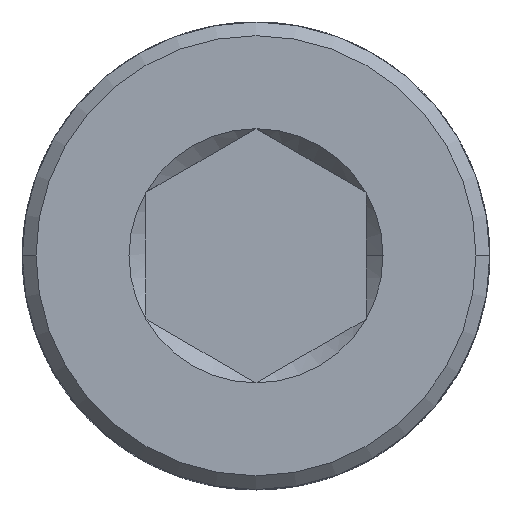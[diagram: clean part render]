
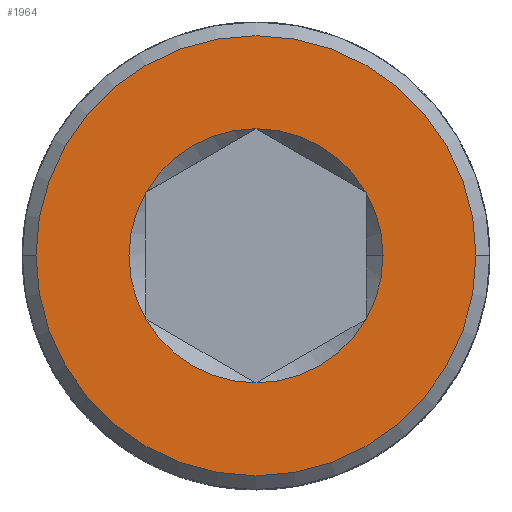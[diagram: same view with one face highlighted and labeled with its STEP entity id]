
A CAD part, top view. The second image highlights one B-rep face of the part: STEP entity #1964.
In plain terms, the highlighted planar face has unit normal (0, 0, 1).
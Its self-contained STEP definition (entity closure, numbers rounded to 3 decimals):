
#36 = DIRECTION ( 'NONE',  ( 0., 0., -1. ) ) ;
#131 = CIRCLE ( 'NONE', #2628, 2.309 ) ;
#154 = DIRECTION ( 'NONE',  ( -1., 0., 0. ) ) ;
#615 = VERTEX_POINT ( 'NONE', #8828 ) ;
#705 = EDGE_LOOP ( 'NONE', ( #2527, #10025, #5186, #10201, #727, #8045, #1761 ) ) ;
#727 = ORIENTED_EDGE ( 'NONE', *, *, #6491, .F. ) ;
#965 = DIRECTION ( 'NONE',  ( 1., 0., 0. ) ) ;
#1208 = VERTEX_POINT ( 'NONE', #10514 ) ;
#1287 = DIRECTION ( 'NONE',  ( 0., 0., 1. ) ) ;
#1400 = DIRECTION ( 'NONE',  ( 1., 0., 0. ) ) ;
#1632 = DIRECTION ( 'NONE',  ( 0., 0., 1. ) ) ;
#1761 = ORIENTED_EDGE ( 'NONE', *, *, #6209, .F. ) ;
#1857 = ORIENTED_EDGE ( 'NONE', *, *, #3448, .F. ) ;
#1930 = CIRCLE ( 'NONE', #8086, 2.309 ) ;
#1964 = ADVANCED_FACE ( 'NONE', ( #4438, #8858 ), #9508, .T. ) ;
#2445 = CIRCLE ( 'NONE', #2516, 2.309 ) ;
#2516 = AXIS2_PLACEMENT_3D ( 'NONE', #4159, #7718, #10312 ) ;
#2524 = DIRECTION ( 'NONE',  ( -1., 0., 0. ) ) ;
#2527 = ORIENTED_EDGE ( 'NONE', *, *, #10238, .F. ) ;
#2542 = EDGE_CURVE ( 'NONE', #5818, #10617, #1930, .T. ) ;
#2628 = AXIS2_PLACEMENT_3D ( 'NONE', #5454, #6250, #965 ) ;
#2694 = AXIS2_PLACEMENT_3D ( 'NONE', #2760, #36, #154 ) ;
#2760 = CARTESIAN_POINT ( 'NONE',  ( 0., 0., 12.5 ) ) ;
#2967 = CARTESIAN_POINT ( 'NONE',  ( 2., -1.155, 12.5 ) ) ;
#3218 = CARTESIAN_POINT ( 'NONE',  ( 0., 2.309, 12.5 ) ) ;
#3295 = DIRECTION ( 'NONE',  ( 0., 0., 1. ) ) ;
#3387 = CIRCLE ( 'NONE', #9282, 2.309 ) ;
#3448 = EDGE_CURVE ( 'NONE', #9118, #6322, #6762, .T. ) ;
#4005 = VERTEX_POINT ( 'NONE', #3218 ) ;
#4017 = CARTESIAN_POINT ( 'NONE',  ( -2., -1.155, 12.5 ) ) ;
#4159 = CARTESIAN_POINT ( 'NONE',  ( 0., 0., 12.5 ) ) ;
#4216 = DIRECTION ( 'NONE',  ( 1., 0., 0. ) ) ;
#4234 = CARTESIAN_POINT ( 'NONE',  ( 0., 0., 12.5 ) ) ;
#4438 = FACE_BOUND ( 'NONE', #705, .T. ) ;
#4526 = EDGE_CURVE ( 'NONE', #8181, #5818, #2445, .T. ) ;
#4560 = DIRECTION ( 'NONE',  ( 0., 0., 1. ) ) ;
#4850 = AXIS2_PLACEMENT_3D ( 'NONE', #5407, #4560, #5528 ) ;
#4881 = AXIS2_PLACEMENT_3D ( 'NONE', #5077, #5954, #2524 ) ;
#5072 = DIRECTION ( 'NONE',  ( 1., 0., 0. ) ) ;
#5077 = CARTESIAN_POINT ( 'NONE',  ( 0., 0., 12.5 ) ) ;
#5186 = ORIENTED_EDGE ( 'NONE', *, *, #4526, .F. ) ;
#5382 = EDGE_LOOP ( 'NONE', ( #1857, #10112 ) ) ;
#5407 = CARTESIAN_POINT ( 'NONE',  ( 0., 0., 12.5 ) ) ;
#5454 = CARTESIAN_POINT ( 'NONE',  ( 0., 0., 12.5 ) ) ;
#5477 = CARTESIAN_POINT ( 'NONE',  ( -4., 0., 12.5 ) ) ;
#5528 = DIRECTION ( 'NONE',  ( 1., 0., 0. ) ) ;
#5818 = VERTEX_POINT ( 'NONE', #11034 ) ;
#5954 = DIRECTION ( 'NONE',  ( 0., 0., -1. ) ) ;
#6053 = CIRCLE ( 'NONE', #8929, 2.309 ) ;
#6165 = AXIS2_PLACEMENT_3D ( 'NONE', #11183, #10410, #4216 ) ;
#6209 = EDGE_CURVE ( 'NONE', #4005, #1208, #131, .T. ) ;
#6250 = DIRECTION ( 'NONE',  ( 0., 0., 1. ) ) ;
#6266 = CIRCLE ( 'NONE', #4850, 2.309 ) ;
#6322 = VERTEX_POINT ( 'NONE', #10908 ) ;
#6491 = EDGE_CURVE ( 'NONE', #7492, #615, #6053, .T. ) ;
#6557 = CIRCLE ( 'NONE', #2694, 4. ) ;
#6762 = CIRCLE ( 'NONE', #4881, 4. ) ;
#6875 = EDGE_CURVE ( 'NONE', #1208, #7492, #8264, .T. ) ;
#7492 = VERTEX_POINT ( 'NONE', #4017 ) ;
#7669 = CARTESIAN_POINT ( 'NONE',  ( 0., 0., 12.5 ) ) ;
#7718 = DIRECTION ( 'NONE',  ( 0., 0., 1. ) ) ;
#8045 = ORIENTED_EDGE ( 'NONE', *, *, #6875, .F. ) ;
#8086 = AXIS2_PLACEMENT_3D ( 'NONE', #7669, #3295, #5072 ) ;
#8181 = VERTEX_POINT ( 'NONE', #2967 ) ;
#8264 = CIRCLE ( 'NONE', #10652, 2.309 ) ;
#8803 = EDGE_CURVE ( 'NONE', #615, #8181, #3387, .T. ) ;
#8828 = CARTESIAN_POINT ( 'NONE',  ( 0., -2.309, 12.5 ) ) ;
#8858 = FACE_OUTER_BOUND ( 'NONE', #5382, .T. ) ;
#8929 = AXIS2_PLACEMENT_3D ( 'NONE', #9227, #10168, #11136 ) ;
#9118 = VERTEX_POINT ( 'NONE', #5477 ) ;
#9227 = CARTESIAN_POINT ( 'NONE',  ( 0., 0., 12.5 ) ) ;
#9282 = AXIS2_PLACEMENT_3D ( 'NONE', #4234, #1632, #10388 ) ;
#9508 = PLANE ( 'NONE',  #6165 ) ;
#9561 = EDGE_CURVE ( 'NONE', #6322, #9118, #6557, .T. ) ;
#10025 = ORIENTED_EDGE ( 'NONE', *, *, #2542, .F. ) ;
#10112 = ORIENTED_EDGE ( 'NONE', *, *, #9561, .F. ) ;
#10168 = DIRECTION ( 'NONE',  ( 0., 0., 1. ) ) ;
#10179 = CARTESIAN_POINT ( 'NONE',  ( 0., 0., 12.5 ) ) ;
#10201 = ORIENTED_EDGE ( 'NONE', *, *, #8803, .F. ) ;
#10238 = EDGE_CURVE ( 'NONE', #10617, #4005, #6266, .T. ) ;
#10312 = DIRECTION ( 'NONE',  ( 1., 0., 0. ) ) ;
#10388 = DIRECTION ( 'NONE',  ( 1., 0., 0. ) ) ;
#10410 = DIRECTION ( 'NONE',  ( 0., 0., 1. ) ) ;
#10514 = CARTESIAN_POINT ( 'NONE',  ( -2., 1.155, 12.5 ) ) ;
#10617 = VERTEX_POINT ( 'NONE', #11035 ) ;
#10652 = AXIS2_PLACEMENT_3D ( 'NONE', #10179, #1287, #1400 ) ;
#10908 = CARTESIAN_POINT ( 'NONE',  ( 4., 0., 12.5 ) ) ;
#11034 = CARTESIAN_POINT ( 'NONE',  ( 2.309, 0., 12.5 ) ) ;
#11035 = CARTESIAN_POINT ( 'NONE',  ( 2., 1.155, 12.5 ) ) ;
#11136 = DIRECTION ( 'NONE',  ( 1., 0., 0. ) ) ;
#11183 = CARTESIAN_POINT ( 'NONE',  ( 0., 4., 12.5 ) ) ;
